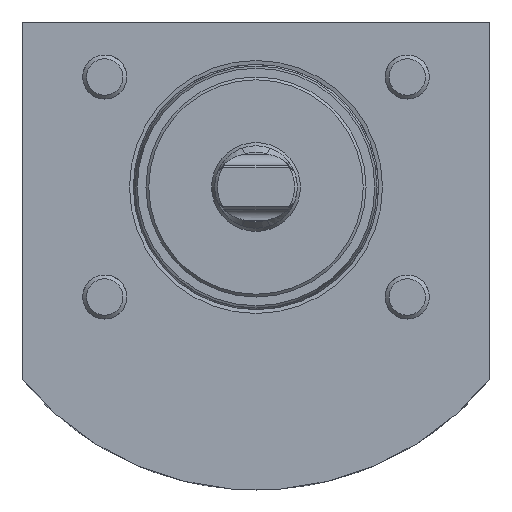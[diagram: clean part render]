
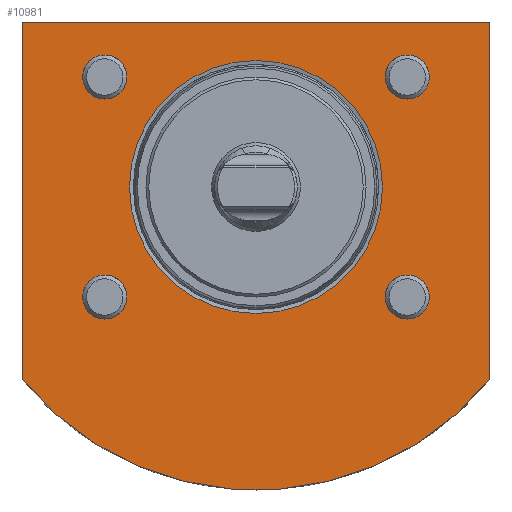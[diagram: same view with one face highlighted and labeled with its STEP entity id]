
A CAD part, front view. The second image highlights one B-rep face of the part: STEP entity #10981.
In plain terms, the highlighted planar face has unit normal (0, -1, 0).
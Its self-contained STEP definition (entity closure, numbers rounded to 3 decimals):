
#43 = ORIENTED_EDGE ( 'NONE', *, *, #11802, .F. ) ;
#225 = CARTESIAN_POINT ( 'NONE',  ( 0., 0., -22.999 ) ) ;
#616 = EDGE_CURVE ( 'NONE', #15908, #14830, #18185, .T. ) ;
#1154 = CARTESIAN_POINT ( 'NONE',  ( -42.5, 0., 30. ) ) ;
#1462 = EDGE_LOOP ( 'NONE', ( #43 ) ) ;
#1534 = VERTEX_POINT ( 'NONE', #19164 ) ;
#1535 = CARTESIAN_POINT ( 'NONE',  ( -27.5, 0., 20. ) ) ;
#1585 = FACE_BOUND ( 'NONE', #17915, .T. ) ;
#1718 = EDGE_CURVE ( 'NONE', #17176, #17176, #21219, .T. ) ;
#2271 = CARTESIAN_POINT ( 'NONE',  ( -42.5, 0., -35. ) ) ;
#2901 = EDGE_LOOP ( 'NONE', ( #9566 ) ) ;
#3165 = DIRECTION ( 'NONE',  ( 0., 0., -1. ) ) ;
#3216 = DIRECTION ( 'NONE',  ( 0., -1., 0. ) ) ;
#3631 = ORIENTED_EDGE ( 'NONE', *, *, #4817, .F. ) ;
#3916 = DIRECTION ( 'NONE',  ( 0., 0., 1. ) ) ;
#4082 = ORIENTED_EDGE ( 'NONE', *, *, #16684, .F. ) ;
#4645 = DIRECTION ( 'NONE',  ( 0., 0., -1. ) ) ;
#4722 = DIRECTION ( 'NONE',  ( 0., -1., 0. ) ) ;
#4817 = EDGE_CURVE ( 'NONE', #5140, #5140, #18130, .T. ) ;
#4890 = ORIENTED_EDGE ( 'NONE', *, *, #1718, .F. ) ;
#4960 = CARTESIAN_POINT ( 'NONE',  ( 42.5, 0., -35. ) ) ;
#5036 = DIRECTION ( 'NONE',  ( 0., -1., 0. ) ) ;
#5140 = VERTEX_POINT ( 'NONE', #225 ) ;
#5334 = CARTESIAN_POINT ( 'NONE',  ( 27.5, 0., 16. ) ) ;
#5538 = CARTESIAN_POINT ( 'NONE',  ( -27.5, 0., -24. ) ) ;
#5977 = DIRECTION ( 'NONE',  ( 0., 0., -1. ) ) ;
#6032 = AXIS2_PLACEMENT_3D ( 'NONE', #12620, #17383, #5977 ) ;
#6067 = CARTESIAN_POINT ( 'NONE',  ( 0., 0., -0.089 ) ) ;
#6446 = ORIENTED_EDGE ( 'NONE', *, *, #616, .F. ) ;
#7183 = DIRECTION ( 'NONE',  ( 0., 0., -1. ) ) ;
#7217 = FACE_BOUND ( 'NONE', #2901, .T. ) ;
#7369 = EDGE_LOOP ( 'NONE', ( #16281, #8149, #4082, #6446 ) ) ;
#7683 = CIRCLE ( 'NONE', #10956, 4. ) ;
#8001 = FACE_OUTER_BOUND ( 'NONE', #7369, .T. ) ;
#8149 = ORIENTED_EDGE ( 'NONE', *, *, #8724, .F. ) ;
#8724 = EDGE_CURVE ( 'NONE', #9820, #14958, #13971, .T. ) ;
#8870 = CIRCLE ( 'NONE', #6032, 55. ) ;
#9489 = VERTEX_POINT ( 'NONE', #5538 ) ;
#9523 = EDGE_LOOP ( 'NONE', ( #3631 ) ) ;
#9566 = ORIENTED_EDGE ( 'NONE', *, *, #12348, .F. ) ;
#9820 = VERTEX_POINT ( 'NONE', #17955 ) ;
#9987 = DIRECTION ( 'NONE',  ( 0., 0., -1. ) ) ;
#10034 = AXIS2_PLACEMENT_3D ( 'NONE', #1535, #13054, #3165 ) ;
#10296 = DIRECTION ( 'NONE',  ( 0., -1., 0. ) ) ;
#10321 = FACE_BOUND ( 'NONE', #1462, .T. ) ;
#10493 = AXIS2_PLACEMENT_3D ( 'NONE', #12027, #10296, #7183 ) ;
#10956 = AXIS2_PLACEMENT_3D ( 'NONE', #16980, #13729, #11846 ) ;
#10981 = ADVANCED_FACE ( 'NONE', ( #7217, #1585, #12124, #10321, #15185, #8001 ), #12849, .T. ) ;
#11582 = CARTESIAN_POINT ( 'NONE',  ( 0., 0., 0. ) ) ;
#11600 = EDGE_LOOP ( 'NONE', ( #4890 ) ) ;
#11802 = EDGE_CURVE ( 'NONE', #9489, #9489, #20072, .T. ) ;
#11846 = DIRECTION ( 'NONE',  ( 0., 0., -1. ) ) ;
#12027 = CARTESIAN_POINT ( 'NONE',  ( 27.5, 0., 20. ) ) ;
#12124 = FACE_BOUND ( 'NONE', #11600, .T. ) ;
#12341 = ORIENTED_EDGE ( 'NONE', *, *, #16144, .F. ) ;
#12348 = EDGE_CURVE ( 'NONE', #18189, #18189, #18760, .T. ) ;
#12597 = CARTESIAN_POINT ( 'NONE',  ( -42.5, 0., 30. ) ) ;
#12620 = CARTESIAN_POINT ( 'NONE',  ( 0., 0., -0.089 ) ) ;
#12687 = CARTESIAN_POINT ( 'NONE',  ( -42.5, 0., -35. ) ) ;
#12849 = PLANE ( 'NONE',  #18686 ) ;
#13054 = DIRECTION ( 'NONE',  ( 0., -1., 0. ) ) ;
#13729 = DIRECTION ( 'NONE',  ( 0., -1., 0. ) ) ;
#13945 = DIRECTION ( 'NONE',  ( 0., 0., -1. ) ) ;
#13971 = LINE ( 'NONE', #18154, #17279 ) ;
#14367 = VECTOR ( 'NONE', #3916, 1000. ) ;
#14797 = DIRECTION ( 'NONE',  ( 0., 0., -1. ) ) ;
#14830 = VERTEX_POINT ( 'NONE', #1154 ) ;
#14958 = VERTEX_POINT ( 'NONE', #4960 ) ;
#15185 = FACE_BOUND ( 'NONE', #9523, .T. ) ;
#15892 = LINE ( 'NONE', #12597, #20760 ) ;
#15908 = VERTEX_POINT ( 'NONE', #12687 ) ;
#16144 = EDGE_CURVE ( 'NONE', #1534, #1534, #7683, .T. ) ;
#16281 = ORIENTED_EDGE ( 'NONE', *, *, #17281, .F. ) ;
#16684 = EDGE_CURVE ( 'NONE', #14830, #9820, #15892, .T. ) ;
#16980 = CARTESIAN_POINT ( 'NONE',  ( 27.5, 0., -20. ) ) ;
#17176 = VERTEX_POINT ( 'NONE', #20945 ) ;
#17279 = VECTOR ( 'NONE', #13945, 1000. ) ;
#17281 = EDGE_CURVE ( 'NONE', #14958, #15908, #8870, .T. ) ;
#17383 = DIRECTION ( 'NONE',  ( 0., 1., 0. ) ) ;
#17915 = EDGE_LOOP ( 'NONE', ( #12341 ) ) ;
#17955 = CARTESIAN_POINT ( 'NONE',  ( 42.5, 0., 30. ) ) ;
#18130 = CIRCLE ( 'NONE', #19467, 22.999 ) ;
#18154 = CARTESIAN_POINT ( 'NONE',  ( 42.5, 0., 30. ) ) ;
#18185 = LINE ( 'NONE', #2271, #14367 ) ;
#18189 = VERTEX_POINT ( 'NONE', #5334 ) ;
#18202 = CARTESIAN_POINT ( 'NONE',  ( -27.5, 0., -20. ) ) ;
#18686 = AXIS2_PLACEMENT_3D ( 'NONE', #6067, #4722, #4645 ) ;
#18760 = CIRCLE ( 'NONE', #10493, 4. ) ;
#19007 = DIRECTION ( 'NONE',  ( 1., 0., 0. ) ) ;
#19164 = CARTESIAN_POINT ( 'NONE',  ( 27.5, 0., -24. ) ) ;
#19467 = AXIS2_PLACEMENT_3D ( 'NONE', #11582, #3216, #14797 ) ;
#20072 = CIRCLE ( 'NONE', #20074, 4. ) ;
#20074 = AXIS2_PLACEMENT_3D ( 'NONE', #18202, #5036, #9987 ) ;
#20760 = VECTOR ( 'NONE', #19007, 1000. ) ;
#20945 = CARTESIAN_POINT ( 'NONE',  ( -27.5, 0., 16. ) ) ;
#21219 = CIRCLE ( 'NONE', #10034, 4. ) ;
